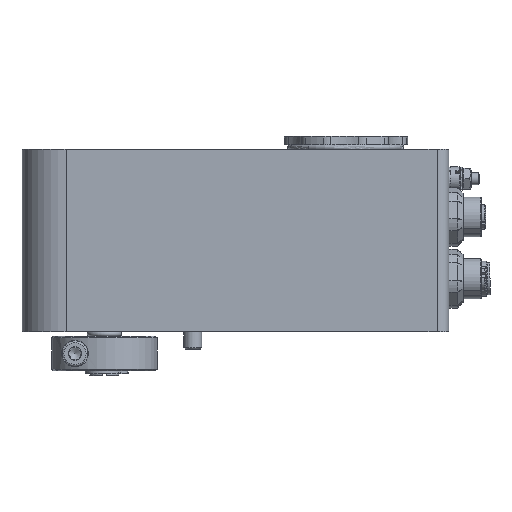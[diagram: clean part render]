
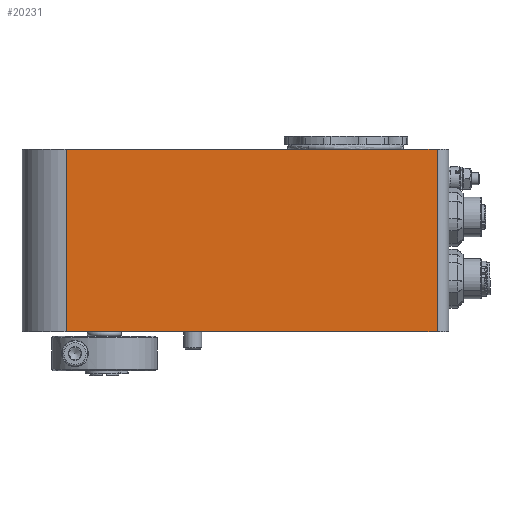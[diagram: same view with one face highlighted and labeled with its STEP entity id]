
A CAD part, left-side view. The second image highlights one B-rep face of the part: STEP entity #20231.
In plain terms, the highlighted planar face has unit normal (-1, 0, 0).
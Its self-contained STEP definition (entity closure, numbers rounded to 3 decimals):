
#1478=PLANE('',#21970);
#2456=FACE_OUTER_BOUND('',#3626,.T.);
#3626=EDGE_LOOP('',(#17193,#17194,#17195,#17196));
#5024=LINE('',#36832,#6438);
#5026=LINE('',#36841,#6440);
#5032=LINE('',#36861,#6446);
#5033=LINE('',#36863,#6447);
#6438=VECTOR('',#26603,126.);
#6440=VECTOR('',#26611,126.);
#6446=VECTOR('',#26637,1.);
#6447=VECTOR('',#26640,1.);
#9197=VERTEX_POINT('',#36829);
#9198=VERTEX_POINT('',#36831);
#9201=VERTEX_POINT('',#36838);
#9202=VERTEX_POINT('',#36840);
#11920=EDGE_CURVE('',#9197,#9198,#5024,.T.);
#11924=EDGE_CURVE('',#9201,#9202,#5026,.T.);
#11935=EDGE_CURVE('',#9202,#9197,#5032,.T.);
#11936=EDGE_CURVE('',#9201,#9198,#5033,.T.);
#17193=ORIENTED_EDGE('',*,*,#11935,.F.);
#17194=ORIENTED_EDGE('',*,*,#11924,.F.);
#17195=ORIENTED_EDGE('',*,*,#11936,.T.);
#17196=ORIENTED_EDGE('',*,*,#11920,.F.);
#20231=ADVANCED_FACE('',(#2456),#1478,.T.);
#21970=AXIS2_PLACEMENT_3D('',#36862,#26638,#26639);
#26603=DIRECTION('',(0.,1.,0.));
#26611=DIRECTION('',(0.,-1.,0.));
#26637=DIRECTION('',(0.,0.,-1.));
#26638=DIRECTION('center_axis',(-1.,0.,0.));
#26639=DIRECTION('ref_axis',(0.,0.,
1.));
#26640=DIRECTION('',(0.,0.,-1.));
#36829=CARTESIAN_POINT('',(0.,4.,0.));
#36831=CARTESIAN_POINT('',(0.,130.,0.));
#36832=CARTESIAN_POINT('',(0.,4.,0.));
#36838=CARTESIAN_POINT('',(0.,130.,62.));
#36840=CARTESIAN_POINT('',(0.,4.,62.));
#36841=CARTESIAN_POINT('',(0.,130.,62.));
#36861=CARTESIAN_POINT('',(0.,4.,62.));
#36862=CARTESIAN_POINT('Origin',(0.,130.,
62.));
#36863=CARTESIAN_POINT('',(0.,130.,62.));
